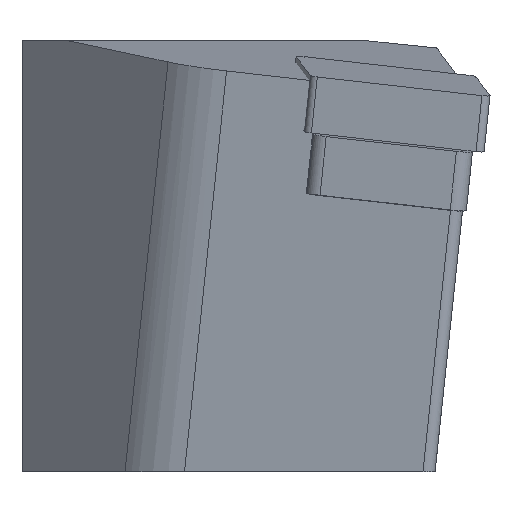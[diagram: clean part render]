
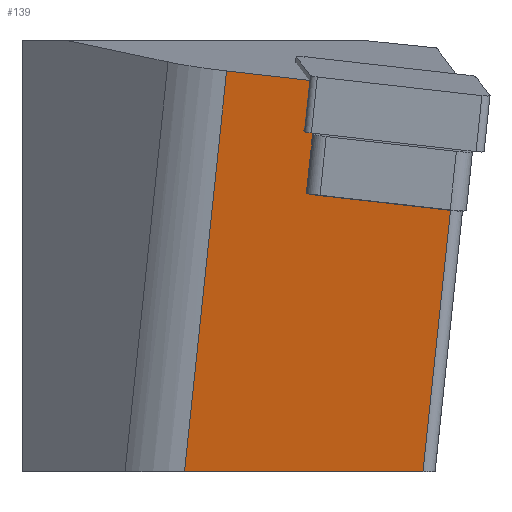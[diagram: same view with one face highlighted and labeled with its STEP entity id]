
A CAD part, left-side view. The second image highlights one B-rep face of the part: STEP entity #139.
In plain terms, the highlighted planar face has unit normal (-0.992, 0.087, -0.096).
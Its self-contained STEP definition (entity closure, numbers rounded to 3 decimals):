
#139=ADVANCED_FACE('',(#208),#178,.F.);
#178=PLANE('',#854);
#208=FACE_OUTER_BOUND('',#248,.T.);
#248=EDGE_LOOP('',(#491,#492,#493,#494,#495,#496,#497));
#282=LINE('',#1127,#362);
#294=LINE('',#1151,#374);
#300=LINE('',#1164,#380);
#315=LINE('',#1196,#395);
#317=LINE('',#1202,#397);
#318=LINE('',#1204,#398);
#319=LINE('',#1205,#399);
#362=VECTOR('',#915,1.);
#374=VECTOR('',#931,1.);
#380=VECTOR('',#941,1.);
#395=VECTOR('',#966,1.);
#397=VECTOR('',#972,1.);
#398=VECTOR('',#973,1.);
#399=VECTOR('',#974,1.);
#491=ORIENTED_EDGE('',*,*,#720,.F.);
#492=ORIENTED_EDGE('',*,*,#732,.T.);
#493=ORIENTED_EDGE('',*,*,#739,.F.);
#494=ORIENTED_EDGE('',*,*,#758,.T.);
#495=ORIENTED_EDGE('',*,*,#759,.F.);
#496=ORIENTED_EDGE('',*,*,#755,.T.);
#497=ORIENTED_EDGE('',*,*,#760,.F.);
#651=VERTEX_POINT('',#1124);
#652=VERTEX_POINT('',#1126);
#662=VERTEX_POINT('',#1150);
#667=VERTEX_POINT('',#1163);
#678=VERTEX_POINT('',#1194);
#680=VERTEX_POINT('',#1197);
#682=VERTEX_POINT('',#1203);
#720=EDGE_CURVE('',#652,#651,#282,.T.);
#732=EDGE_CURVE('',#652,#662,#294,.T.);
#739=EDGE_CURVE('',#667,#662,#300,.T.);
#755=EDGE_CURVE('',#680,#678,#315,.T.);
#758=EDGE_CURVE('',#667,#682,#317,.T.);
#759=EDGE_CURVE('',#680,#682,#318,.T.);
#760=EDGE_CURVE('',#651,#678,#319,.T.);
#854=AXIS2_PLACEMENT_3D('',#1206,#975,#976);
#915=DIRECTION('',(-0.076,-0.991,-0.112));
#931=DIRECTION('',(-0.105,-0.104,0.989));
#941=DIRECTION('',(-0.076,-0.991,-0.112));
#966=DIRECTION('',(-0.105,-0.104,0.989));
#972=DIRECTION('',(0.105,0.104,-0.989));
#973=DIRECTION('',(0.087,0.996,0.));
#974=DIRECTION('',(-0.076,-0.991,-0.112));
#975=DIRECTION('',(0.992,-0.087,0.096));
#976=DIRECTION('',(0.096,0.,-0.995));
#1124=CARTESIAN_POINT('',(2.062,-15.385,-5.202));
#1126=CARTESIAN_POINT('',(2.075,-15.209,-5.182));
#1127=CARTESIAN_POINT('',(1.49,-22.851,-6.047));
#1150=CARTESIAN_POINT('',(1.442,-15.839,0.812));
#1151=CARTESIAN_POINT('',(1.03,-16.249,4.709));
#1163=CARTESIAN_POINT('',(1.819,-10.911,1.37));
#1164=CARTESIAN_POINT('',(0.857,-23.481,-0.053));
#1194=CARTESIAN_POINT('',(1.49,-22.851,-6.047));
#1196=CARTESIAN_POINT('',(5.006,-19.354,-39.319));
#1197=CARTESIAN_POINT('',(2.965,-21.384,-20.));
#1202=CARTESIAN_POINT('',(5.969,-6.784,-37.897));
#1203=CARTESIAN_POINT('',(4.078,-8.665,-20.));
#1204=CARTESIAN_POINT('',(3.156,-19.192,-20.));
#1205=CARTESIAN_POINT('',(1.49,-22.851,-6.047));
#1206=CARTESIAN_POINT('',(5.006,-19.354,-39.319));
